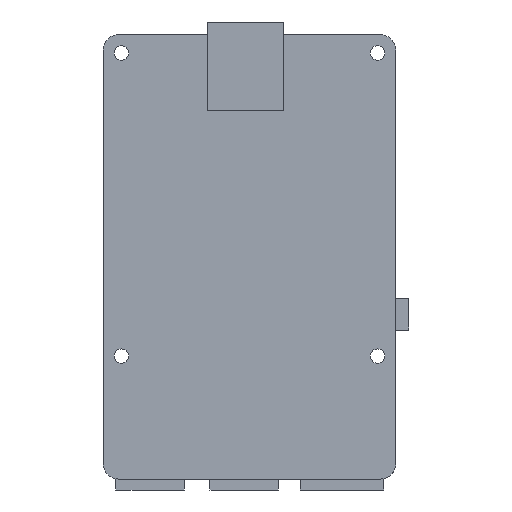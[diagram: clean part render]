
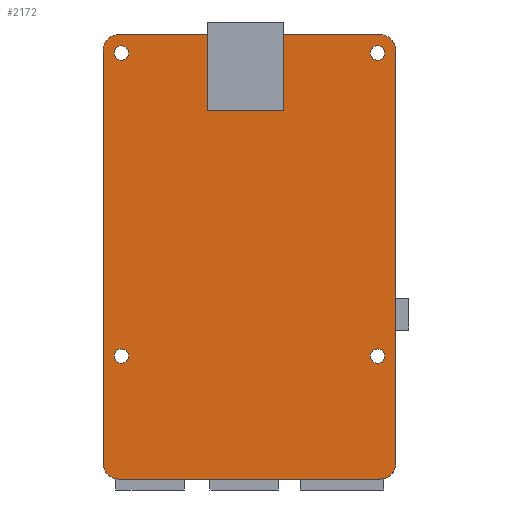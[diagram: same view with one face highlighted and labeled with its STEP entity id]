
A CAD part, front view. The second image highlights one B-rep face of the part: STEP entity #2172.
In plain terms, the highlighted planar face has unit normal (0, -1, 0).
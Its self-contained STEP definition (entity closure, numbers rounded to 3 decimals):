
#332=CARTESIAN_POINT('',(34.5,0.,70.4));
#333=VERTEX_POINT('',#332);
#334=CARTESIAN_POINT('',(19.9,0.,70.4));
#335=VERTEX_POINT('',#334);
#336=CARTESIAN_POINT('',(34.5,0.,70.4));
#337=DIRECTION('',(-1.,0.,0.));
#338=VECTOR('',#337,14.6);
#339=LINE('',#336,#338);
#340=EDGE_CURVE('',#333,#335,#339,.T.);
#374=CARTESIAN_POINT('',(19.9,0.,85.));
#375=VERTEX_POINT('',#374);
#382=CARTESIAN_POINT('',(19.9,0.,70.4));
#383=DIRECTION('',(0.,0.,1.));
#384=VECTOR('',#383,14.6);
#385=LINE('',#382,#384);
#386=EDGE_CURVE('',#335,#375,#385,.T.);
#442=CARTESIAN_POINT('',(34.5,0.,85.));
#443=VERTEX_POINT('',#442);
#444=CARTESIAN_POINT('',(34.5,0.,85.));
#445=DIRECTION('',(0.,0.,-1.));
#446=VECTOR('',#445,14.6);
#447=LINE('',#444,#446);
#448=EDGE_CURVE('',#443,#333,#447,.T.);
#1767=CARTESIAN_POINT('',(53.875,0.,23.5));
#1768=VERTEX_POINT('',#1767);
#1776=CARTESIAN_POINT('',(51.125,0.,23.5));
#1777=VERTEX_POINT('',#1776);
#1784=CARTESIAN_POINT('',(52.5,0.,23.5));
#1785=DIRECTION('',(0.,-1.,0.));
#1786=DIRECTION('',(1.,0.,0.));
#1787=AXIS2_PLACEMENT_3D('',#1784,#1785,#1786);
#1788=CIRCLE('',#1787,1.375);
#1789=EDGE_CURVE('',#1777,#1768,#1788,.T.);
#1799=CARTESIAN_POINT('',(4.875,0.,23.5));
#1800=VERTEX_POINT('',#1799);
#1808=CARTESIAN_POINT('',(2.125,0.,23.5));
#1809=VERTEX_POINT('',#1808);
#1816=CARTESIAN_POINT('',(3.5,0.,23.5));
#1817=DIRECTION('',(0.,-1.,0.));
#1818=DIRECTION('',(1.,0.,0.));
#1819=AXIS2_PLACEMENT_3D('',#1816,#1817,#1818);
#1820=CIRCLE('',#1819,1.375);
#1821=EDGE_CURVE('',#1809,#1800,#1820,.T.);
#1831=CARTESIAN_POINT('',(4.875,0.,81.5));
#1832=VERTEX_POINT('',#1831);
#1840=CARTESIAN_POINT('',(2.125,0.,81.5));
#1841=VERTEX_POINT('',#1840);
#1848=CARTESIAN_POINT('',(3.5,0.,81.5));
#1849=DIRECTION('',(0.,-1.,0.));
#1850=DIRECTION('',(1.,0.,0.));
#1851=AXIS2_PLACEMENT_3D('',#1848,#1849,#1850);
#1852=CIRCLE('',#1851,1.375);
#1853=EDGE_CURVE('',#1841,#1832,#1852,.T.);
#1863=CARTESIAN_POINT('',(53.875,0.,81.5));
#1864=VERTEX_POINT('',#1863);
#1872=CARTESIAN_POINT('',(51.125,0.,81.5));
#1873=VERTEX_POINT('',#1872);
#1880=CARTESIAN_POINT('',(52.5,0.,81.5));
#1881=DIRECTION('',(0.,-1.,0.));
#1882=DIRECTION('',(1.,0.,0.));
#1883=AXIS2_PLACEMENT_3D('',#1880,#1881,#1882);
#1884=CIRCLE('',#1883,1.375);
#1885=EDGE_CURVE('',#1873,#1864,#1884,.T.);
#1895=CARTESIAN_POINT('',(3.,0.,-0.));
#1896=VERTEX_POINT('',#1895);
#1897=CARTESIAN_POINT('',(53.,0.,-0.));
#1898=VERTEX_POINT('',#1897);
#1899=CARTESIAN_POINT('',(3.,0.,-0.));
#1900=DIRECTION('',(1.,0.,-0.));
#1901=VECTOR('',#1900,50.);
#1902=LINE('',#1899,#1901);
#1903=EDGE_CURVE('',#1896,#1898,#1902,.T.);
#1930=CARTESIAN_POINT('',(56.,0.,3.));
#1931=VERTEX_POINT('',#1930);
#1932=CARTESIAN_POINT('',(53.,0.,3.));
#1933=DIRECTION('',(0.,1.,0.));
#1934=DIRECTION('',(1.,0.,-0.));
#1935=AXIS2_PLACEMENT_3D('',#1932,#1933,#1934);
#1936=CIRCLE('',#1935,3.);
#1937=EDGE_CURVE('',#1931,#1898,#1936,.T.);
#1956=CARTESIAN_POINT('',(56.,0.,82.));
#1957=VERTEX_POINT('',#1956);
#1958=CARTESIAN_POINT('',(56.,0.,3.));
#1959=DIRECTION('',(0.,0.,1.));
#1960=VECTOR('',#1959,79.);
#1961=LINE('',#1958,#1960);
#1962=EDGE_CURVE('',#1931,#1957,#1961,.T.);
#1994=CARTESIAN_POINT('',(53.,0.,85.));
#1995=VERTEX_POINT('',#1994);
#1996=CARTESIAN_POINT('',(53.,0.,82.));
#1997=DIRECTION('',(0.,1.,0.));
#1998=DIRECTION('',(0.,-0.,1.));
#1999=AXIS2_PLACEMENT_3D('',#1996,#1997,#1998);
#2000=CIRCLE('',#1999,3.);
#2001=EDGE_CURVE('',#1995,#1957,#2000,.T.);
#2019=CARTESIAN_POINT('',(53.,0.,85.));
#2020=DIRECTION('',(-1.,0.,0.));
#2021=VECTOR('',#2020,18.5);
#2022=LINE('',#2019,#2021);
#2023=EDGE_CURVE('',#1995,#443,#2022,.T.);
#2027=CARTESIAN_POINT('',(3.,0.,85.));
#2028=VERTEX_POINT('',#2027);
#2035=CARTESIAN_POINT('',(19.9,0.,85.));
#2036=DIRECTION('',(-1.,0.,0.));
#2037=VECTOR('',#2036,16.9);
#2038=LINE('',#2035,#2037);
#2039=EDGE_CURVE('',#375,#2028,#2038,.T.);
#2050=CARTESIAN_POINT('',(-0.,0.,82.));
#2051=VERTEX_POINT('',#2050);
#2052=CARTESIAN_POINT('',(3.,0.,82.));
#2053=DIRECTION('',(0.,1.,0.));
#2054=DIRECTION('',(-1.,0.,0.));
#2055=AXIS2_PLACEMENT_3D('',#2052,#2053,#2054);
#2056=CIRCLE('',#2055,3.);
#2057=EDGE_CURVE('',#2051,#2028,#2056,.T.);
#2075=CARTESIAN_POINT('',(0.,0.,3.));
#2076=VERTEX_POINT('',#2075);
#2077=CARTESIAN_POINT('',(-0.,0.,82.));
#2078=DIRECTION('',(0.,0.,-1.));
#2079=VECTOR('',#2078,79.);
#2080=LINE('',#2077,#2079);
#2081=EDGE_CURVE('',#2051,#2076,#2080,.T.);
#2099=CARTESIAN_POINT('',(3.,0.,3.));
#2100=DIRECTION('',(0.,1.,0.));
#2101=DIRECTION('',(0.,0.,-1.));
#2102=AXIS2_PLACEMENT_3D('',#2099,#2100,#2101);
#2103=CIRCLE('',#2102,3.);
#2104=EDGE_CURVE('',#1896,#2076,#2103,.T.);
#2113=CARTESIAN_POINT('',(28.,0.,42.5));
#2114=DIRECTION('',(0.,1.,0.));
#2115=DIRECTION('',(1.,0.,0.));
#2116=AXIS2_PLACEMENT_3D('',#2113,#2114,#2115);
#2117=PLANE('',#2116);
#2118=ORIENTED_EDGE('',*,*,#386,.T.);
#2119=ORIENTED_EDGE('',*,*,#2039,.T.);
#2120=ORIENTED_EDGE('',*,*,#2057,.F.);
#2121=ORIENTED_EDGE('',*,*,#2081,.T.);
#2122=ORIENTED_EDGE('',*,*,#2104,.F.);
#2123=ORIENTED_EDGE('',*,*,#1903,.T.);
#2124=ORIENTED_EDGE('',*,*,#1937,.F.);
#2125=ORIENTED_EDGE('',*,*,#1962,.T.);
#2126=ORIENTED_EDGE('',*,*,#2001,.F.);
#2127=ORIENTED_EDGE('',*,*,#2023,.T.);
#2128=ORIENTED_EDGE('',*,*,#448,.T.);
#2129=ORIENTED_EDGE('',*,*,#340,.T.);
#2130=EDGE_LOOP('',(#2118,#2119,#2120,#2121,#2122,#2123,#2124,#2125,#2126,#2127,#2128,#2129));
#2131=FACE_BOUND('',#2130,.T.);
#2132=CARTESIAN_POINT('',(52.5,0.,81.5));
#2133=DIRECTION('',(0.,-1.,0.));
#2134=DIRECTION('',(1.,0.,0.));
#2135=AXIS2_PLACEMENT_3D('',#2132,#2133,#2134);
#2136=CIRCLE('',#2135,1.375);
#2137=EDGE_CURVE('',#1864,#1873,#2136,.T.);
#2138=ORIENTED_EDGE('',*,*,#2137,.F.);
#2139=ORIENTED_EDGE('',*,*,#1885,.F.);
#2140=EDGE_LOOP('',(#2138,#2139));
#2141=FACE_BOUND('',#2140,.T.);
#2142=CARTESIAN_POINT('',(3.5,0.,81.5));
#2143=DIRECTION('',(0.,-1.,0.));
#2144=DIRECTION('',(1.,0.,0.));
#2145=AXIS2_PLACEMENT_3D('',#2142,#2143,#2144);
#2146=CIRCLE('',#2145,1.375);
#2147=EDGE_CURVE('',#1832,#1841,#2146,.T.);
#2148=ORIENTED_EDGE('',*,*,#2147,.F.);
#2149=ORIENTED_EDGE('',*,*,#1853,.F.);
#2150=EDGE_LOOP('',(#2148,#2149));
#2151=FACE_BOUND('',#2150,.T.);
#2152=CARTESIAN_POINT('',(3.5,0.,23.5));
#2153=DIRECTION('',(0.,-1.,0.));
#2154=DIRECTION('',(1.,0.,0.));
#2155=AXIS2_PLACEMENT_3D('',#2152,#2153,#2154);
#2156=CIRCLE('',#2155,1.375);
#2157=EDGE_CURVE('',#1800,#1809,#2156,.T.);
#2158=ORIENTED_EDGE('',*,*,#2157,.F.);
#2159=ORIENTED_EDGE('',*,*,#1821,.F.);
#2160=EDGE_LOOP('',(#2158,#2159));
#2161=FACE_BOUND('',#2160,.T.);
#2162=CARTESIAN_POINT('',(52.5,0.,23.5));
#2163=DIRECTION('',(0.,-1.,0.));
#2164=DIRECTION('',(1.,0.,0.));
#2165=AXIS2_PLACEMENT_3D('',#2162,#2163,#2164);
#2166=CIRCLE('',#2165,1.375);
#2167=EDGE_CURVE('',#1768,#1777,#2166,.T.);
#2168=ORIENTED_EDGE('',*,*,#2167,.F.);
#2169=ORIENTED_EDGE('',*,*,#1789,.F.);
#2170=EDGE_LOOP('',(#2168,#2169));
#2171=FACE_BOUND('',#2170,.T.);
#2172=ADVANCED_FACE('',(#2131,#2141,#2151,#2161,#2171),#2117,.F.);
